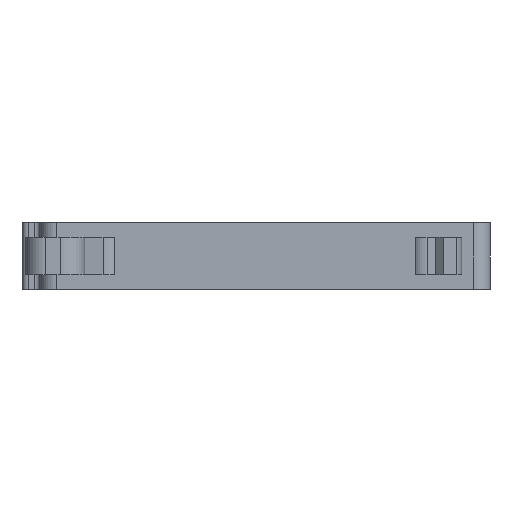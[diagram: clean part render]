
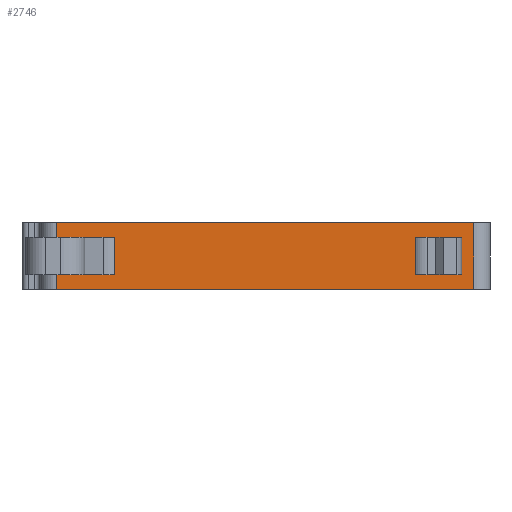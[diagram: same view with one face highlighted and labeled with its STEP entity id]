
A CAD part, front view. The second image highlights one B-rep face of the part: STEP entity #2746.
In plain terms, the highlighted planar face has unit normal (0, -1, 0).
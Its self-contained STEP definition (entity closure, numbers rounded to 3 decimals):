
#1 = CARTESIAN_POINT ( 'NONE',  ( -16.467, -13.816, -0.027 ) ) ;
#105 = CARTESIAN_POINT ( 'NONE',  ( -15.338, -13.816, 4.823 ) ) ;
#215 = CARTESIAN_POINT ( 'NONE',  ( -11.061, -13.816, -54.806 ) ) ;
#252 = VECTOR ( 'NONE', #2364, 1000. ) ;
#285 = DIRECTION ( 'NONE',  ( 1., 0., 0. ) ) ;
#312 = CARTESIAN_POINT ( 'NONE',  ( -24.24, -13.816, 1.323 ) ) ;
#314 = DIRECTION ( 'NONE',  ( 0., 1., 0. ) ) ;
#315 = CARTESIAN_POINT ( 'NONE',  ( 21.179, -13.816, 1.323 ) ) ;
#318 = CARTESIAN_POINT ( 'NONE',  ( -11.061, -13.816, 1.323 ) ) ;
#337 = VERTEX_POINT ( 'NONE', #315 ) ;
#395 = VERTEX_POINT ( 'NONE', #2963 ) ;
#425 = CARTESIAN_POINT ( 'NONE',  ( 22.533, -13.816, -54.806 ) ) ;
#454 = LINE ( 'NONE', #1975, #3953 ) ;
#462 = CARTESIAN_POINT ( 'NONE',  ( -24.24, -13.816, 4.823 ) ) ;
#511 = ORIENTED_EDGE ( 'NONE', *, *, #3245, .F. ) ;
#672 = EDGE_CURVE ( 'NONE', #395, #3323, #1677, .T. ) ;
#720 = EDGE_LOOP ( 'NONE', ( #3682, #2143, #1074, #4061 ) ) ;
#811 = DIRECTION ( 'NONE',  ( -1., 0., 0. ) ) ;
#844 = ORIENTED_EDGE ( 'NONE', *, *, #4223, .F. ) ;
#845 = EDGE_LOOP ( 'NONE', ( #2232, #1559, #1382, #1994 ) ) ;
#922 = LINE ( 'NONE', #462, #4400 ) ;
#928 = AXIS2_PLACEMENT_3D ( 'NONE', #3364, #314, #2696 ) ;
#929 = VECTOR ( 'NONE', #2138, 1000. ) ;
#1047 = EDGE_CURVE ( 'NONE', #3704, #4345, #2965, .T. ) ;
#1074 = ORIENTED_EDGE ( 'NONE', *, *, #672, .F. ) ;
#1083 = VERTEX_POINT ( 'NONE', #1966 ) ;
#1103 = CARTESIAN_POINT ( 'NONE',  ( -15.338, -13.816, 1.323 ) ) ;
#1118 = CARTESIAN_POINT ( 'NONE',  ( 21.179, -13.816, 4.823 ) ) ;
#1148 = ORIENTED_EDGE ( 'NONE', *, *, #1628, .F. ) ;
#1155 = CARTESIAN_POINT ( 'NONE',  ( -24.24, -13.816, 1.323 ) ) ;
#1163 = EDGE_CURVE ( 'NONE', #2161, #2023, #4288, .T. ) ;
#1178 = VECTOR ( 'NONE', #2736, 1000. ) ;
#1182 = VERTEX_POINT ( 'NONE', #1696 ) ;
#1299 = DIRECTION ( 'NONE',  ( 0., 0., -1. ) ) ;
#1382 = ORIENTED_EDGE ( 'NONE', *, *, #2159, .F. ) ;
#1449 = CARTESIAN_POINT ( 'NONE',  ( 17.119, -13.816, -54.806 ) ) ;
#1460 = CARTESIAN_POINT ( 'NONE',  ( 22.533, -13.816, 6.173 ) ) ;
#1526 = LINE ( 'NONE', #4283, #4089 ) ;
#1559 = ORIENTED_EDGE ( 'NONE', *, *, #2213, .F. ) ;
#1575 = EDGE_CURVE ( 'NONE', #3323, #1083, #2256, .T. ) ;
#1628 = EDGE_CURVE ( 'NONE', #3627, #3018, #922, .T. ) ;
#1656 = VECTOR ( 'NONE', #3938, 1000. ) ;
#1677 = LINE ( 'NONE', #4236, #2459 ) ;
#1688 = LINE ( 'NONE', #1449, #3480 ) ;
#1696 = CARTESIAN_POINT ( 'NONE',  ( 17.119, -13.816, 1.323 ) ) ;
#1842 = FACE_OUTER_BOUND ( 'NONE', #720, .T. ) ;
#1966 = CARTESIAN_POINT ( 'NONE',  ( 22.533, -13.816, -0.027 ) ) ;
#1975 = CARTESIAN_POINT ( 'NONE',  ( -15.338, -13.816, -54.806 ) ) ;
#1986 = EDGE_CURVE ( 'NONE', #1083, #2110, #3069, .T. ) ;
#1994 = ORIENTED_EDGE ( 'NONE', *, *, #1047, .F. ) ;
#2023 = VERTEX_POINT ( 'NONE', #318 ) ;
#2110 = VERTEX_POINT ( 'NONE', #1 ) ;
#2138 = DIRECTION ( 'NONE',  ( 0., 0., 1. ) ) ;
#2143 = ORIENTED_EDGE ( 'NONE', *, *, #1575, .F. ) ;
#2159 = EDGE_CURVE ( 'NONE', #4345, #1182, #1688, .T. ) ;
#2161 = VERTEX_POINT ( 'NONE', #1103 ) ;
#2213 = EDGE_CURVE ( 'NONE', #1182, #337, #3531, .T. ) ;
#2232 = ORIENTED_EDGE ( 'NONE', *, *, #3864, .F. ) ;
#2256 = LINE ( 'NONE', #425, #4031 ) ;
#2266 = DIRECTION ( 'NONE',  ( 0., 0., 1. ) ) ;
#2338 = CARTESIAN_POINT ( 'NONE',  ( 17.119, -13.816, 4.823 ) ) ;
#2364 = DIRECTION ( 'NONE',  ( -1., 0., 0. ) ) ;
#2422 = EDGE_LOOP ( 'NONE', ( #4358, #511, #1148, #844 ) ) ;
#2459 = VECTOR ( 'NONE', #3885, 1000. ) ;
#2487 = CARTESIAN_POINT ( 'NONE',  ( -16.467, -13.816, -24.378 ) ) ;
#2696 = DIRECTION ( 'NONE',  ( 0., 0., 1. ) ) ;
#2728 = FACE_BOUND ( 'NONE', #2422, .T. ) ;
#2736 = DIRECTION ( 'NONE',  ( -1., 0., 0. ) ) ;
#2746 = ADVANCED_FACE ( 'NONE', ( #3520, #2728, #1842 ), #4376, .F. ) ;
#2799 = DIRECTION ( 'NONE',  ( 0., 0., -1. ) ) ;
#2829 = LINE ( 'NONE', #2487, #929 ) ;
#2963 = CARTESIAN_POINT ( 'NONE',  ( -16.467, -13.816, 6.173 ) ) ;
#2965 = LINE ( 'NONE', #3741, #1178 ) ;
#2966 = EDGE_CURVE ( 'NONE', #2110, #395, #2829, .T. ) ;
#3018 = VERTEX_POINT ( 'NONE', #105 ) ;
#3069 = LINE ( 'NONE', #4230, #252 ) ;
#3176 = DIRECTION ( 'NONE',  ( 1., 0., 0. ) ) ;
#3245 = EDGE_CURVE ( 'NONE', #3018, #2161, #454, .T. ) ;
#3291 = LINE ( 'NONE', #215, #1656 ) ;
#3323 = VERTEX_POINT ( 'NONE', #1460 ) ;
#3364 = CARTESIAN_POINT ( 'NONE',  ( -24.24, -13.816, -54.806 ) ) ;
#3480 = VECTOR ( 'NONE', #3804, 1000. ) ;
#3520 = FACE_BOUND ( 'NONE', #845, .T. ) ;
#3531 = LINE ( 'NONE', #1155, #4419 ) ;
#3624 = CARTESIAN_POINT ( 'NONE',  ( -11.061, -13.816, 4.823 ) ) ;
#3627 = VERTEX_POINT ( 'NONE', #3624 ) ;
#3682 = ORIENTED_EDGE ( 'NONE', *, *, #1986, .F. ) ;
#3704 = VERTEX_POINT ( 'NONE', #1118 ) ;
#3741 = CARTESIAN_POINT ( 'NONE',  ( -24.24, -13.816, 4.823 ) ) ;
#3804 = DIRECTION ( 'NONE',  ( 0., 0., -1. ) ) ;
#3864 = EDGE_CURVE ( 'NONE', #337, #3704, #1526, .T. ) ;
#3885 = DIRECTION ( 'NONE',  ( 1., 0., 0. ) ) ;
#3938 = DIRECTION ( 'NONE',  ( 0., 0., 1. ) ) ;
#3953 = VECTOR ( 'NONE', #1299, 1000. ) ;
#4031 = VECTOR ( 'NONE', #2799, 1000. ) ;
#4061 = ORIENTED_EDGE ( 'NONE', *, *, #2966, .F. ) ;
#4089 = VECTOR ( 'NONE', #2266, 1000. ) ;
#4223 = EDGE_CURVE ( 'NONE', #2023, #3627, #3291, .T. ) ;
#4230 = CARTESIAN_POINT ( 'NONE',  ( 18.367, -13.816, -0.027 ) ) ;
#4236 = CARTESIAN_POINT ( 'NONE',  ( -24.24, -13.816, 6.173 ) ) ;
#4283 = CARTESIAN_POINT ( 'NONE',  ( 21.179, -13.816, -54.806 ) ) ;
#4288 = LINE ( 'NONE', #312, #4385 ) ;
#4345 = VERTEX_POINT ( 'NONE', #2338 ) ;
#4358 = ORIENTED_EDGE ( 'NONE', *, *, #1163, .F. ) ;
#4376 = PLANE ( 'NONE',  #928 ) ;
#4385 = VECTOR ( 'NONE', #285, 1000. ) ;
#4400 = VECTOR ( 'NONE', #811, 1000. ) ;
#4419 = VECTOR ( 'NONE', #3176, 1000. ) ;
